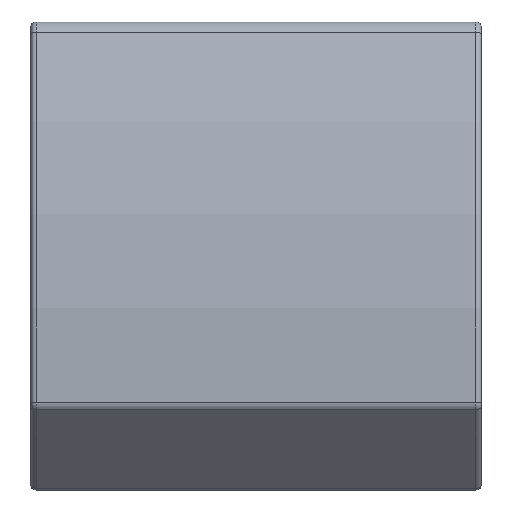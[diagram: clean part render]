
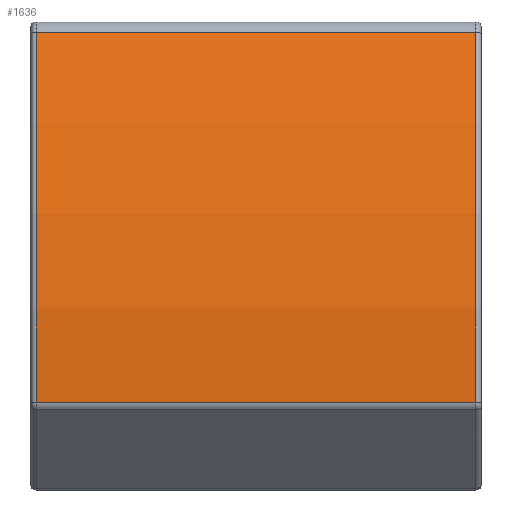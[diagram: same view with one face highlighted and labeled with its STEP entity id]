
A CAD part, top view. The second image highlights one B-rep face of the part: STEP entity #1636.
In plain terms, the highlighted cylindrical face has radius 250 mm (diameter 500 mm), a partial arc.
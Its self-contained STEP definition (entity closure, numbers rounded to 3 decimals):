
#37 = DIRECTION ( 'NONE',  ( 1., 0., 0. ) ) ;
#90 = AXIS2_PLACEMENT_3D ( 'NONE', #1091, #1560, #1735 ) ;
#179 = FACE_OUTER_BOUND ( 'NONE', #329, .T. ) ;
#187 = VECTOR ( 'NONE', #950, 1000. ) ;
#198 = LINE ( 'NONE', #1243, #187 ) ;
#205 = VERTEX_POINT ( 'NONE', #305 ) ;
#253 = EDGE_CURVE ( 'NONE', #1863, #205, #1692, .T. ) ;
#305 = CARTESIAN_POINT ( 'NONE',  ( 63., 60.733, -22.91 ) ) ;
#329 = EDGE_LOOP ( 'NONE', ( #1940, #1904, #1301, #1496 ) ) ;
#352 = DIRECTION ( 'NONE',  ( 0., -1., 0. ) ) ;
#389 = VERTEX_POINT ( 'NONE', #1587 ) ;
#411 = LINE ( 'NONE', #673, #882 ) ;
#472 = VERTEX_POINT ( 'NONE', #1001 ) ;
#637 = CYLINDRICAL_SURFACE ( 'NONE', #90, 250. ) ;
#649 = AXIS2_PLACEMENT_3D ( 'NONE', #1124, #37, #352 ) ;
#673 = CARTESIAN_POINT ( 'NONE',  ( -64.5, -45.333, -2.501 ) ) ;
#821 = EDGE_CURVE ( 'NONE', #389, #472, #1335, .T. ) ;
#862 = CARTESIAN_POINT ( 'NONE',  ( 63., -45.333, -2.501 ) ) ;
#882 = VECTOR ( 'NONE', #1294, 1000. ) ;
#950 = DIRECTION ( 'NONE',  ( 1., 0., 0. ) ) ;
#992 = EDGE_CURVE ( 'NONE', #472, #1863, #411, .T. ) ;
#1001 = CARTESIAN_POINT ( 'NONE',  ( -63., -45.333, -2.501 ) ) ;
#1091 = CARTESIAN_POINT ( 'NONE',  ( -64.5, -38.422, -252.406 ) ) ;
#1124 = CARTESIAN_POINT ( 'NONE',  ( -63., -38.422, -252.406 ) ) ;
#1206 = DIRECTION ( 'NONE',  ( -1., 0., 0. ) ) ;
#1243 = CARTESIAN_POINT ( 'NONE',  ( -64.5, 60.733, -22.91 ) ) ;
#1267 = AXIS2_PLACEMENT_3D ( 'NONE', #1861, #1206, #1848 ) ;
#1294 = DIRECTION ( 'NONE',  ( 1., 0., 0. ) ) ;
#1301 = ORIENTED_EDGE ( 'NONE', *, *, #1599, .F. ) ;
#1335 = CIRCLE ( 'NONE', #649, 250. ) ;
#1496 = ORIENTED_EDGE ( 'NONE', *, *, #821, .T. ) ;
#1560 = DIRECTION ( 'NONE',  ( 1., 0., 0. ) ) ;
#1587 = CARTESIAN_POINT ( 'NONE',  ( -63., 60.733, -22.91 ) ) ;
#1599 = EDGE_CURVE ( 'NONE', #389, #205, #198, .T. ) ;
#1636 = ADVANCED_FACE ( 'NONE', ( #179 ), #637, .T. ) ;
#1692 = CIRCLE ( 'NONE', #1267, 250. ) ;
#1735 = DIRECTION ( 'NONE',  ( 0., 0., -1. ) ) ;
#1848 = DIRECTION ( 'NONE',  ( 0., 1., 0. ) ) ;
#1861 = CARTESIAN_POINT ( 'NONE',  ( 63., -38.422, -252.406 ) ) ;
#1863 = VERTEX_POINT ( 'NONE', #862 ) ;
#1904 = ORIENTED_EDGE ( 'NONE', *, *, #253, .T. ) ;
#1940 = ORIENTED_EDGE ( 'NONE', *, *, #992, .T. ) ;
